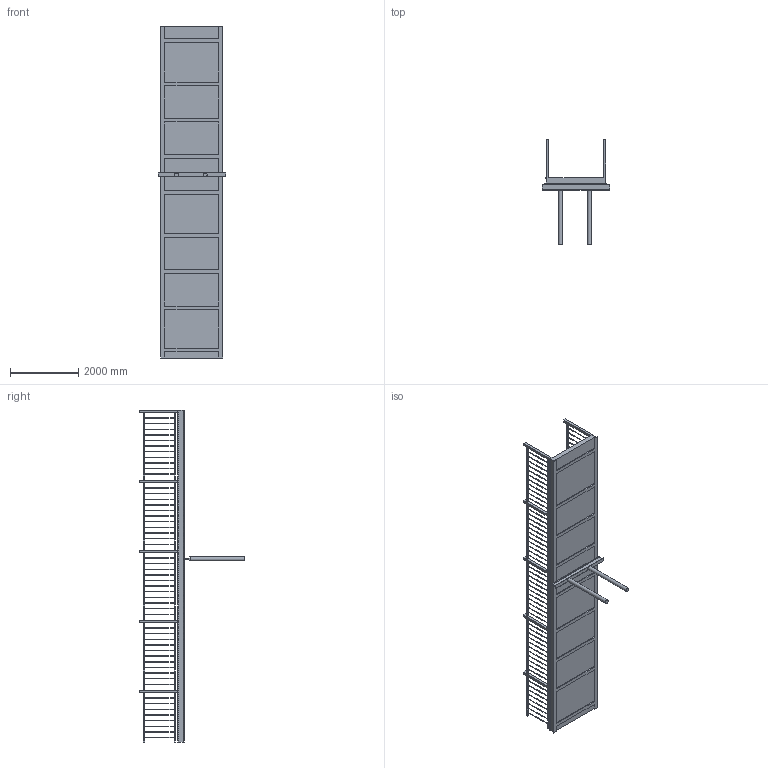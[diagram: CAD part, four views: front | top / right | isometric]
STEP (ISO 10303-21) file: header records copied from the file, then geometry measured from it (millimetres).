
FILE_DESCRIPTION(/* description */ (''),/* implementation_level */ '2;1');
FILE_NAME(/* name */ 'Bridge for Jude.stp',/* time_stamp */ '2024-06-25T16:07:13-04:00',/* author */ ('track'),/* organization */ (''),/* preprocessor_version */ 'ST-DEVELOPER v20',/* originating_system */ 'Autodesk Inventor 2025',/* authorisation */ '');
FILE_SCHEMA (('AUTOMOTIVE_DESIGN { 1 0 10303 214 3 1 1 }'));
Length unit declared in the file: inch
Products named in the file (1): Bridge for Jude
Bounding box: 1987.55 x 3060.7 x 9753.6 mm (x, y, z)
Volume: 2833871948.8 mm3; surface area: 58837333.7 mm2
Topology: 1 solids, 1 shells, 648 faces, 1887 edges, 1254 vertices
Faces by surface type: plane 646, cylinder 2
Full cylindrical faces by diameter (mm): 114.3 x2
Entity records: 21472 total; most frequent: CARTESIAN_POINT 3790, ORIENTED_EDGE 3774, DIRECTION 3193, EDGE_CURVE 1887, LINE 1879, VECTOR 1879, VERTEX_POINT 1254, EDGE_LOOP 903
